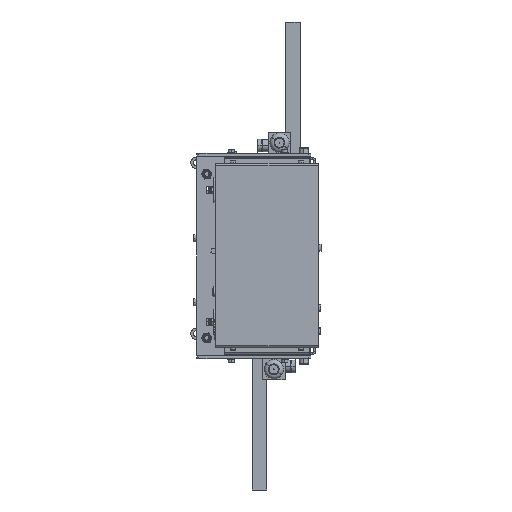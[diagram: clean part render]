
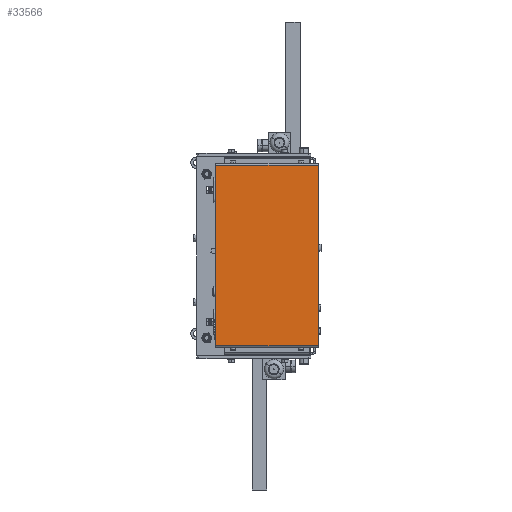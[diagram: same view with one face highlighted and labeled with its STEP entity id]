
A CAD part, left-side view. The second image highlights one B-rep face of the part: STEP entity #33566.
In plain terms, the highlighted planar face has unit normal (-1, 0, 0).
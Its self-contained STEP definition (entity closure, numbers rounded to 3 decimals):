
#4281 = CARTESIAN_POINT ( 'NONE',  ( -197.03, 55.212, -103.616 ) ) ;
#7382 = DIRECTION ( 'NONE',  ( 0., 0., -1. ) ) ;
#12587 = DIRECTION ( 'NONE',  ( 0., -1., 0. ) ) ;
#13452 = CARTESIAN_POINT ( 'NONE',  ( -197.03, -88.788, 149.784 ) ) ;
#15340 = CARTESIAN_POINT ( 'NONE',  ( -197.03, 55.212, 149.784 ) ) ;
#19203 = ORIENTED_EDGE ( 'NONE', *, *, #57636, .T. ) ;
#19820 = LINE ( 'NONE', #4281, #38111 ) ;
#20392 = CARTESIAN_POINT ( 'NONE',  ( -197.03, -88.788, 149.784 ) ) ;
#22815 = CARTESIAN_POINT ( 'NONE',  ( -197.03, 55.212, 152.084 ) ) ;
#23882 = ORIENTED_EDGE ( 'NONE', *, *, #61142, .T. ) ;
#24749 = VECTOR ( 'NONE', #54149, 1000. ) ;
#29596 = CARTESIAN_POINT ( 'NONE',  ( -197.03, 55.212, -103.616 ) ) ;
#31147 = DIRECTION ( 'NONE',  ( 0., 0., 1. ) ) ;
#33566 = ADVANCED_FACE ( 'NONE', ( #79770 ), #71472, .F. ) ;
#33916 = EDGE_LOOP ( 'NONE', ( #23882, #87952, #19203, #75968 ) ) ;
#38111 = VECTOR ( 'NONE', #12587, 1000. ) ;
#45904 = VERTEX_POINT ( 'NONE', #29596 ) ;
#47618 = DIRECTION ( 'NONE',  ( 0., 1., 0. ) ) ;
#50041 = VECTOR ( 'NONE', #7382, 1000. ) ;
#51862 = AXIS2_PLACEMENT_3D ( 'NONE', #105213, #90722, #47618 ) ;
#54149 = DIRECTION ( 'NONE',  ( 0., 1., 0. ) ) ;
#57636 = EDGE_CURVE ( 'NONE', #100843, #97681, #95600, .T. ) ;
#61142 = EDGE_CURVE ( 'NONE', #45904, #85003, #19820, .T. ) ;
#61865 = EDGE_CURVE ( 'NONE', #45904, #97681, #106989, .T. ) ;
#62490 = VECTOR ( 'NONE', #31147, 1000. ) ;
#68668 = EDGE_CURVE ( 'NONE', #100843, #85003, #100381, .T. ) ;
#71472 = PLANE ( 'NONE',  #51862 ) ;
#75968 = ORIENTED_EDGE ( 'NONE', *, *, #61865, .F. ) ;
#76043 = CARTESIAN_POINT ( 'NONE',  ( -197.03, -88.788, 152.084 ) ) ;
#79770 = FACE_OUTER_BOUND ( 'NONE', #33916, .T. ) ;
#85003 = VERTEX_POINT ( 'NONE', #102725 ) ;
#87952 = ORIENTED_EDGE ( 'NONE', *, *, #68668, .F. ) ;
#90722 = DIRECTION ( 'NONE',  ( 1., 0., 0. ) ) ;
#95600 = LINE ( 'NONE', #20392, #24749 ) ;
#97681 = VERTEX_POINT ( 'NONE', #15340 ) ;
#100381 = LINE ( 'NONE', #76043, #50041 ) ;
#100843 = VERTEX_POINT ( 'NONE', #13452 ) ;
#102725 = CARTESIAN_POINT ( 'NONE',  ( -197.03, -88.788, -103.616 ) ) ;
#105213 = CARTESIAN_POINT ( 'NONE',  ( -197.03, -50.018, 38.053 ) ) ;
#106989 = LINE ( 'NONE', #22815, #62490 ) ;
